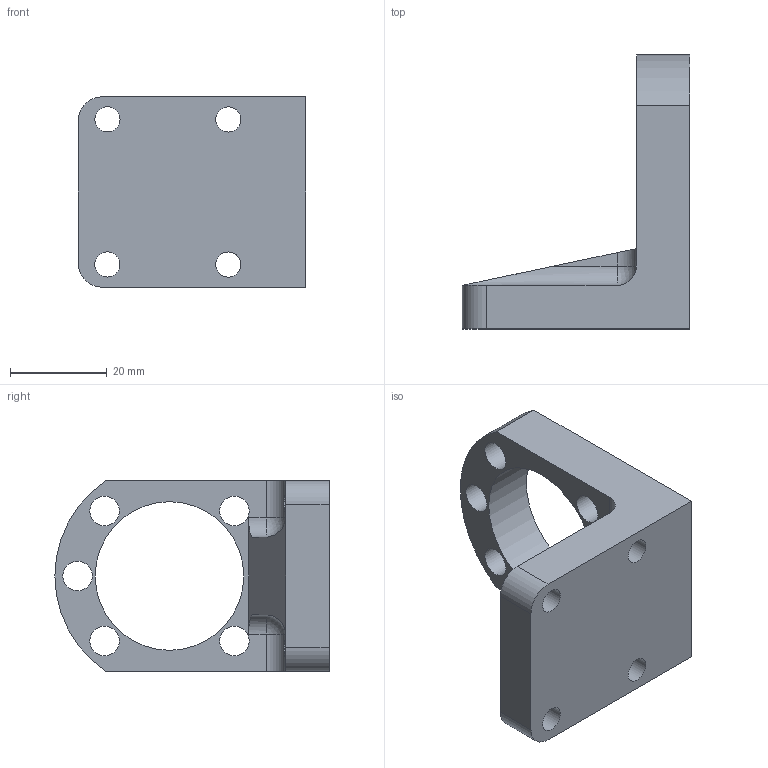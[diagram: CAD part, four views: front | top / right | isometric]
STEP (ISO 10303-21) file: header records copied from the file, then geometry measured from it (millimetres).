
FILE_DESCRIPTION(/* description */ (''),/* implementation_level */ '2;1');
FILE_NAME(/* name */ 'X axis nut holder.step',/* time_stamp */ '2021-07-01T06:33:08+02:00',/* author */ (''),/* organization */ (''),/* preprocessor_version */ 'ST-DEVELOPER v18.1',/* originating_system */ 'Autodesk Translation Framework v10.9.0.1377',/* authorisation */ '');
FILE_SCHEMA (('AUTOMOTIVE_DESIGN { 1 0 10303 214 3 1 1 }'));
Length unit declared in the file: millimetre
Products named in the file (1): X axis screw holder
Bounding box: 47.03 x 56.7 x 39.4 mm (x, y, z)
Volume: 27898.9 mm3; surface area: 10377.8 mm2
Topology: 1 solids, 1 shells, 32 faces, 88 edges, 56 vertices
Faces by surface type: cylinder 19, plane 11, sphere 2
Full cylindrical faces by diameter (mm): 5.2 x4, 6.1 x5, 30.732 x1
Entity records: 1126 total; most frequent: CARTESIAN_POINT 205, DIRECTION 188, ORIENTED_EDGE 176, EDGE_CURVE 88, AXIS2_PLACEMENT_3D 71, VERTEX_POINT 56, EDGE_LOOP 50, LINE 46
